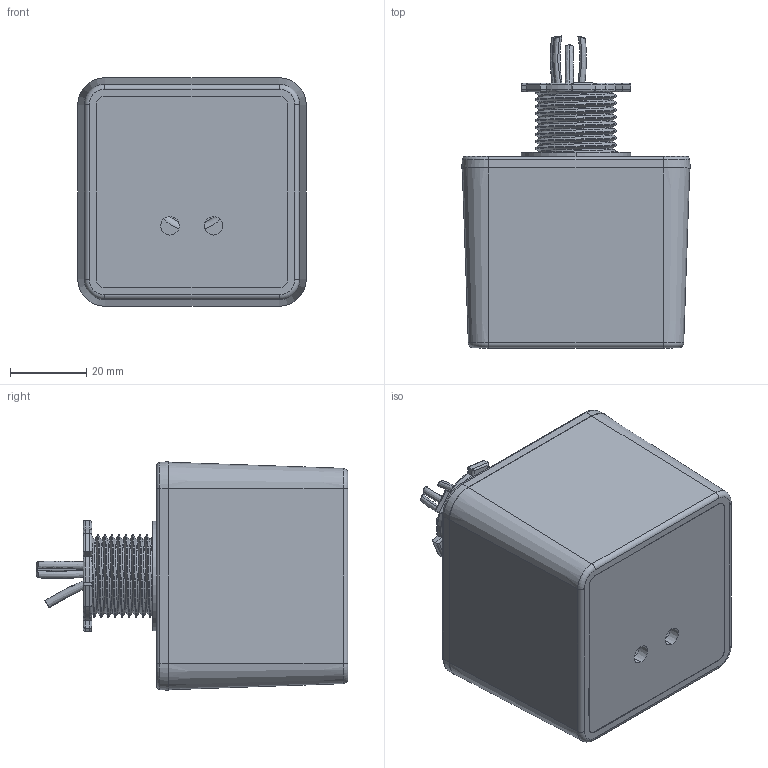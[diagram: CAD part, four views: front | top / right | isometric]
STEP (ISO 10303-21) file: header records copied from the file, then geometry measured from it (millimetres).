
FILE_DESCRIPTION (( 'STEP AP214' ), '1' );
FILE_NAME ('1202.STEP', '2019-11-25T15:10:06', ( '' ), ( '' ), 'SwSTEP 2.0', 'SolidWorks 2019', '' );
FILE_SCHEMA (( 'AUTOMOTIVE_DESIGN' ));
Length unit declared in the file: inch
Products named in the file (8): 35575; RTV^1202; cable; Part2^1202; 1202; 27698_AN10 (M50x2); Epoxy^1202; 85204
Assembly tree (9 placements, depth 2):
  1202
    35575
    85204
    Epoxy^1202
    cable  x3
    27698_AN10 (M50x2)
    RTV^1202
    Part2^1202
Bounding box: 59.74 x 81.56 x 59.74 mm (x, y, z)
Volume: 57306.2 mm3; surface area: 41471.4 mm2
Topology: 9 solids, 9 shells, 278 faces, 634 edges, 386 vertices
Faces by surface type: cylinder 106, plane 83, cone 40, torus 38, bspline 11
Entity records: 10800 total; most frequent: CARTESIAN_POINT 4471, DIRECTION 1279, ORIENTED_EDGE 1228, EDGE_CURVE 614, AXIS2_PLACEMENT_3D 492, VERTEX_POINT 374, LINE 295, VECTOR 295
